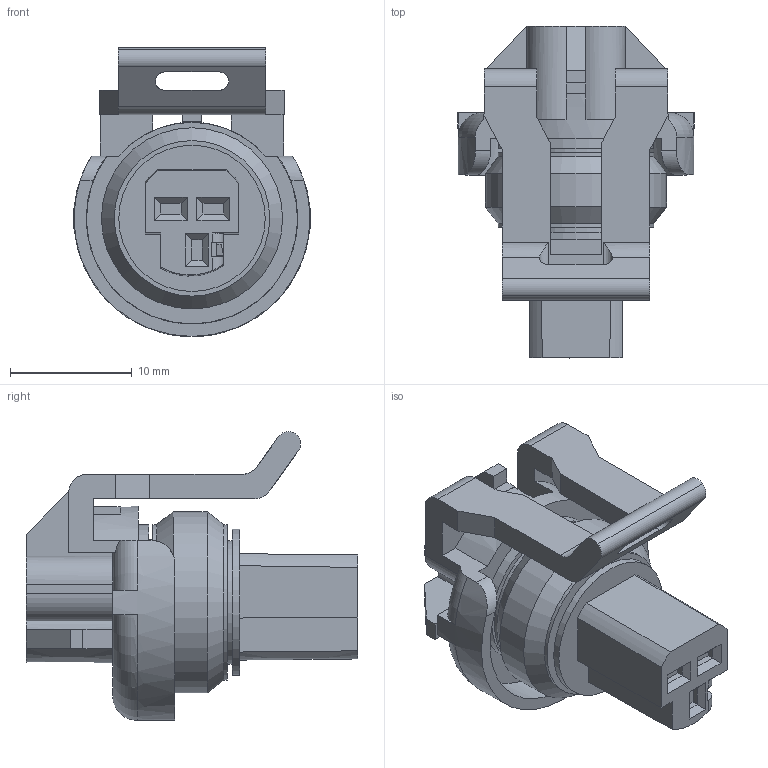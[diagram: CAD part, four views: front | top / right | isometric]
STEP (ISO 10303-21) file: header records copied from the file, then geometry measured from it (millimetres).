
FILE_DESCRIPTION(/* description */ (''),/* implementation_level */ '2;1');
FILE_NAME(/* name */ '13602480-ENV10_02-CONN.stp',/* time_stamp */ '2024-01-26T20:22:51+08:00',/* author */ (''),/* organization */ (''),/* preprocessor_version */ 'ST-DEVELOPER v16',/* originating_system */ 'SIEMENS PLM Software NX 11.0',/* authorisation */ '');
FILE_SCHEMA (('AUTOMOTIVE_DESIGN { 1 0 10303 214 3 1 1 1 }'));
Length unit declared in the file: millimetre
Products named in the file (1): 13602480-ENV10_02-CONN
Bounding box: 19.43 x 27.2 x 23.67 mm (x, y, z)
Volume: 3336.1 mm3; surface area: 2781.1 mm2
Topology: 1 solids, 1 shells, 150 faces, 411 edges, 270 vertices
Faces by surface type: plane 112, cylinder 24, cone 11, torus 3
Full cylindrical faces by diameter (mm): 12 x1, 12.75 x2, 14.85 x1
Entity records: 5944 total; most frequent: CARTESIAN_POINT 1104, ORIENTED_EDGE 796, DIRECTION 748, EDGE_CURVE 398, LINE 282, VECTOR 282, VERTEX_POINT 266, AXIS2_PLACEMENT_3D 233
